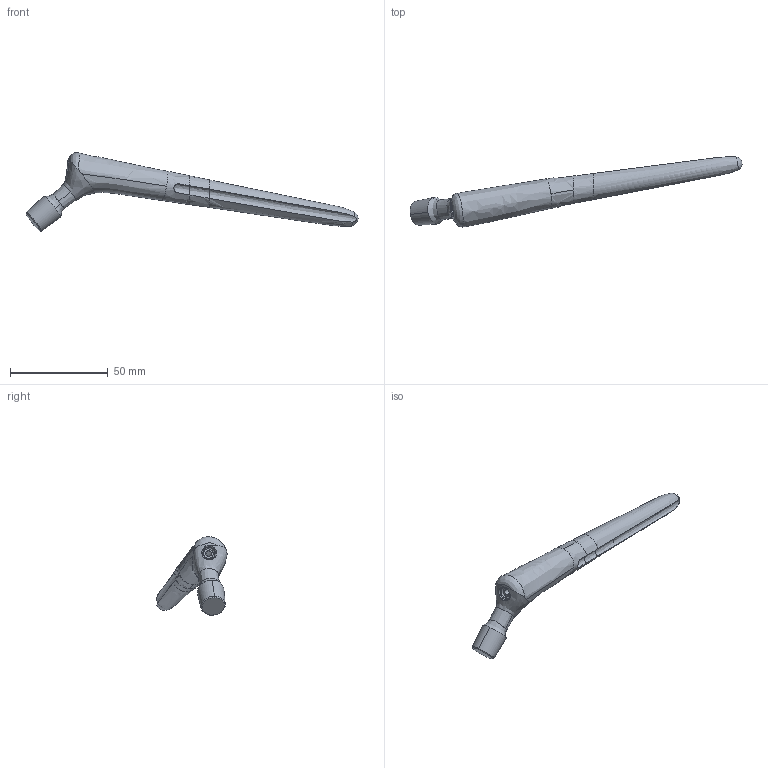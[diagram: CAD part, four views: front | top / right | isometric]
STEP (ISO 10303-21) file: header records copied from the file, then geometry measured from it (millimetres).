
FILE_DESCRIPTION(('STEP AP214'),'1');
FILE_NAME('Hip Stem Design - ASTM F2996-13.stp','2019-06-14T10:55:42',(' '),(' '),'Spatial InterOp 3D',' ',' ');
FILE_SCHEMA(('AUTOMOTIVE_DESIGN { 1 0 10303 214 1 1 1 1 }'));
Length unit declared in the file: metre
Products named in the file (2): Hip Stem Design - ASTM F2996-13; ASTM F2996-13b NEW
Assembly tree (1 placements, depth 2):
  Hip Stem Design - ASTM F2996-13
    ASTM F2996-13b NEW
Bounding box: 169.53 x 35.89 x 40.04 mm (x, y, z)
Volume: 25307.6 mm3; surface area: 8169.2 mm2
Topology: 1 solids, 1 shells, 36 faces, 98 edges, 66 vertices
Faces by surface type: bspline 35, plane 1
Entity records: 6476 total; most frequent: CARTESIAN_POINT 5303, ORIENTED_EDGE 192, EDGE_CURVE 96, PRESENTATION_STYLE_ASSIGNMENT 85, COLOUR_RGB 85, STYLED_ITEM 84, CURVE_STYLE 84, DRAUGHTING_PRE_DEFINED_CURVE_FONT 84
